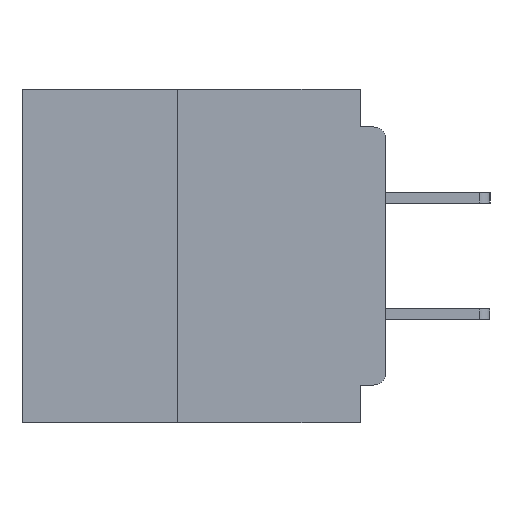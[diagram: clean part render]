
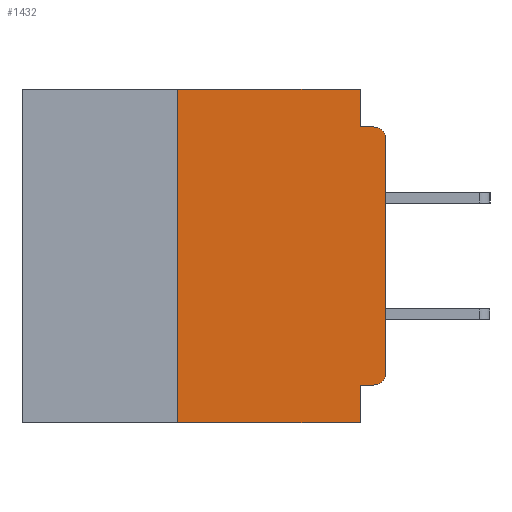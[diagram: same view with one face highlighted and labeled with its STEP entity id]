
A CAD part, left-side view. The second image highlights one B-rep face of the part: STEP entity #1432.
In plain terms, the highlighted planar face has unit normal (-1, 0, 0).
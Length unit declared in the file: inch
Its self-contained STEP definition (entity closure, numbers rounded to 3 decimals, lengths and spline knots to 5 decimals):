
#1432 = ADVANCED_FACE ( 'NONE', ( #21697 ), #7040, .F. ) ;
#1995 = ORIENTED_EDGE ( 'NONE', *, *, #35799, .T. ) ;
#3322 = LINE ( 'NONE', #39068, #14527 ) ;
#4843 = ORIENTED_EDGE ( 'NONE', *, *, #37780, .T. ) ;
#5857 = EDGE_CURVE ( 'NONE', #44418, #10375, #32543, .T. ) ;
#6518 = VECTOR ( 'NONE', #17893, 39.37008 ) ;
#7040 = PLANE ( 'NONE',  #33026 ) ;
#7477 = DIRECTION ( 'NONE',  ( 0., 1., 0. ) ) ;
#8305 = DIRECTION ( 'NONE',  ( 0., 0., -1. ) ) ;
#8460 = VECTOR ( 'NONE', #8305, 39.37008 ) ;
#8695 = ORIENTED_EDGE ( 'NONE', *, *, #40279, .F. ) ;
#10375 = VERTEX_POINT ( 'NONE', #40104 ) ;
#10504 = VERTEX_POINT ( 'NONE', #17004 ) ;
#10730 = CARTESIAN_POINT ( 'NONE',  ( 0., 0., -0.045 ) ) ;
#12851 = CARTESIAN_POINT ( 'NONE',  ( 0., 0.031, -0.045 ) ) ;
#13200 = VERTEX_POINT ( 'NONE', #15725 ) ;
#13364 = DIRECTION ( 'NONE',  ( -1., 0., 0. ) ) ;
#14527 = VECTOR ( 'NONE', #58224, 39.37008 ) ;
#15725 = CARTESIAN_POINT ( 'NONE',  ( 0., 0.25, 0. ) ) ;
#17004 = CARTESIAN_POINT ( 'NONE',  ( 0., 0.031, -0.4 ) ) ;
#17135 = DIRECTION ( 'NONE',  ( -1., 0., 0. ) ) ;
#17893 = DIRECTION ( 'NONE',  ( 0., 0., -1. ) ) ;
#18859 = CARTESIAN_POINT ( 'NONE',  ( 0., 0.25, -0.4 ) ) ;
#19558 = CIRCLE ( 'NONE', #46575, 0.015 ) ;
#19827 = CARTESIAN_POINT ( 'NONE',  ( 0., 0.031, -0.355 ) ) ;
#20832 = VERTEX_POINT ( 'NONE', #57345 ) ;
#21397 = DIRECTION ( 'NONE',  ( 0., 0., -1. ) ) ;
#21697 = FACE_OUTER_BOUND ( 'NONE', #38717, .T. ) ;
#21839 = CARTESIAN_POINT ( 'NONE',  ( 0., 0., -0.355 ) ) ;
#22299 = ORIENTED_EDGE ( 'NONE', *, *, #23928, .F. ) ;
#22758 = VECTOR ( 'NONE', #57574, 39.37008 ) ;
#23928 = EDGE_CURVE ( 'NONE', #20832, #44418, #55646, .T. ) ;
#25667 = ORIENTED_EDGE ( 'NONE', *, *, #28228, .F. ) ;
#27145 = EDGE_CURVE ( 'NONE', #57279, #13200, #46290, .T. ) ;
#27610 = LINE ( 'NONE', #21839, #40238 ) ;
#28228 = EDGE_CURVE ( 'NONE', #44992, #54661, #27610, .T. ) ;
#28795 = ORIENTED_EDGE ( 'NONE', *, *, #27145, .F. ) ;
#29557 = VECTOR ( 'NONE', #29671, 39.37008 ) ;
#29616 = ORIENTED_EDGE ( 'NONE', *, *, #52646, .F. ) ;
#29671 = DIRECTION ( 'NONE',  ( 0., -1., 0. ) ) ;
#30053 = CARTESIAN_POINT ( 'NONE',  ( 0., 0.25, -0.4 ) ) ;
#32280 = CARTESIAN_POINT ( 'NONE',  ( 0., 0.031, 0. ) ) ;
#32543 = LINE ( 'NONE', #10730, #29557 ) ;
#33026 = AXIS2_PLACEMENT_3D ( 'NONE', #45108, #49864, #21397 ) ;
#35799 = EDGE_CURVE ( 'NONE', #37810, #42319, #36234, .T. ) ;
#36234 = LINE ( 'NONE', #40586, #45843 ) ;
#36839 = CARTESIAN_POINT ( 'NONE',  ( 0., 0.031, -0.4 ) ) ;
#37120 = ORIENTED_EDGE ( 'NONE', *, *, #5857, .F. ) ;
#37780 = EDGE_CURVE ( 'NONE', #42319, #10375, #19558, .T. ) ;
#37810 = VERTEX_POINT ( 'NONE', #46817 ) ;
#38717 = EDGE_LOOP ( 'NONE', ( #1995, #4843, #37120, #22299, #8695, #28795, #59686, #29616, #25667, #52012 ) ) ;
#39068 = CARTESIAN_POINT ( 'NONE',  ( 0., 0.437, 0. ) ) ;
#39333 = CARTESIAN_POINT ( 'NONE',  ( 0., 0.015, -0.355 ) ) ;
#40104 = CARTESIAN_POINT ( 'NONE',  ( 0., 0.015, -0.045 ) ) ;
#40238 = VECTOR ( 'NONE', #7477, 39.37008 ) ;
#40279 = EDGE_CURVE ( 'NONE', #13200, #20832, #3322, .T. ) ;
#40586 = CARTESIAN_POINT ( 'NONE',  ( 0., 0., 0. ) ) ;
#41831 = CARTESIAN_POINT ( 'NONE',  ( 0., 0.015, -0.06 ) ) ;
#42319 = VERTEX_POINT ( 'NONE', #54490 ) ;
#43460 = LINE ( 'NONE', #36839, #8460 ) ;
#44418 = VERTEX_POINT ( 'NONE', #12851 ) ;
#44992 = VERTEX_POINT ( 'NONE', #39333 ) ;
#45108 = CARTESIAN_POINT ( 'NONE',  ( 0., 0.437, 0. ) ) ;
#45367 = DIRECTION ( 'NONE',  ( 0., 0., 1. ) ) ;
#45634 = CARTESIAN_POINT ( 'NONE',  ( 0., 0.015, -0.34 ) ) ;
#45843 = VECTOR ( 'NONE', #45367, 39.37008 ) ;
#46290 = LINE ( 'NONE', #18859, #58985 ) ;
#46575 = AXIS2_PLACEMENT_3D ( 'NONE', #41831, #13364, #46620 ) ;
#46620 = DIRECTION ( 'NONE',  ( 0., 0., -1. ) ) ;
#46817 = CARTESIAN_POINT ( 'NONE',  ( 0., 0., -0.34 ) ) ;
#47988 = CARTESIAN_POINT ( 'NONE',  ( 0., 0.437, -0.4 ) ) ;
#49420 = EDGE_CURVE ( 'NONE', #57279, #10504, #60737, .T. ) ;
#49864 = DIRECTION ( 'NONE',  ( 1., 0., 0. ) ) ;
#50404 = DIRECTION ( 'NONE',  ( 0., 0., -1. ) ) ;
#52012 = ORIENTED_EDGE ( 'NONE', *, *, #60089, .T. ) ;
#52114 = DIRECTION ( 'NONE',  ( 0., 0., 1. ) ) ;
#52646 = EDGE_CURVE ( 'NONE', #54661, #10504, #43460, .T. ) ;
#54490 = CARTESIAN_POINT ( 'NONE',  ( 0., 0., -0.06 ) ) ;
#54661 = VERTEX_POINT ( 'NONE', #19827 ) ;
#54855 = CIRCLE ( 'NONE', #59767, 0.015 ) ;
#55646 = LINE ( 'NONE', #32280, #6518 ) ;
#57279 = VERTEX_POINT ( 'NONE', #30053 ) ;
#57345 = CARTESIAN_POINT ( 'NONE',  ( 0., 0.031, 0. ) ) ;
#57574 = DIRECTION ( 'NONE',  ( 0., -1., 0. ) ) ;
#58224 = DIRECTION ( 'NONE',  ( 0., -1., 0. ) ) ;
#58985 = VECTOR ( 'NONE', #52114, 39.37008 ) ;
#59686 = ORIENTED_EDGE ( 'NONE', *, *, #49420, .T. ) ;
#59767 = AXIS2_PLACEMENT_3D ( 'NONE', #45634, #17135, #50404 ) ;
#60089 = EDGE_CURVE ( 'NONE', #44992, #37810, #54855, .T. ) ;
#60737 = LINE ( 'NONE', #47988, #22758 ) ;
